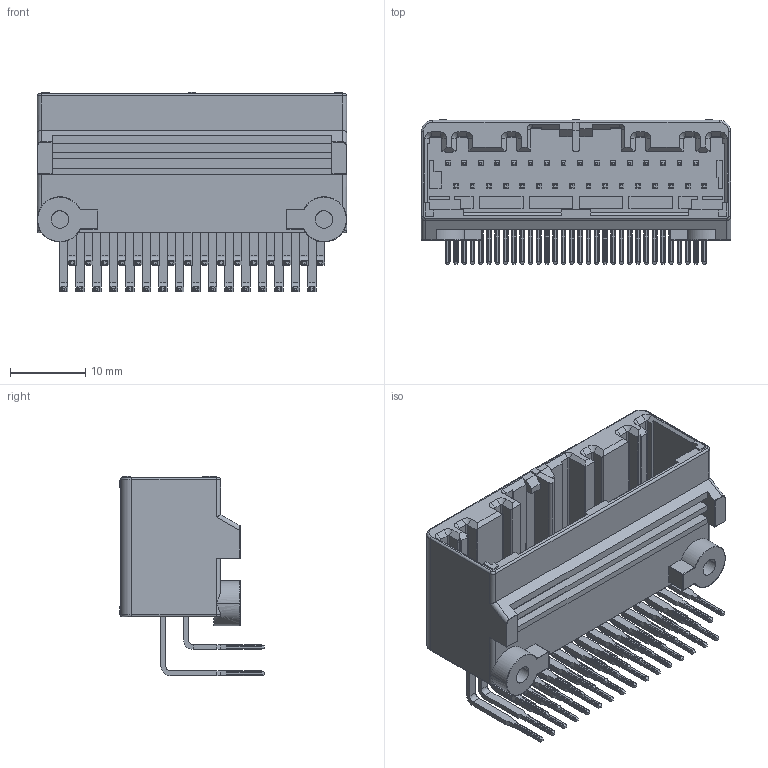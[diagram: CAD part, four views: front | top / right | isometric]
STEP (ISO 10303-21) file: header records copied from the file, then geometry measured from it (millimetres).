
FILE_DESCRIPTION( ('This file contains a STEP AP42 implementation' ,'as created by ZW3D STEP Interface translator.') ,'2;1' );
FILE_NAME( '72230-2MR032ABSNBT1.stp' ,'231026.171742', (''), ('ZWCAD Software Co.'), 'Version 1.0', 'ZW3D to STEP translator', '' );
FILE_SCHEMA(('AUTOMOTIVE_DESIGN { 1 0 10303 214 1 1 1 1 }'));
Length unit declared in the file: millimetre
Products named in the file (2): 0; 72230-2MR032ABSNBT1
Bounding box: 41.1 x 19.2 x 26.52 mm (x, y, z)
Volume: 4985 mm3; surface area: 9000 mm2
Topology: 1 solids, 1 shells, 2937 faces, 8578 edges, 5757 vertices
Faces by surface type: plane 2065, cylinder 446, bspline 412, cone 10, sphere 4
Entity records: 120547 total; most frequent: CARTESIAN_POINT 51205, ORIENTED_EDGE 17156, DIRECTION 8713, EDGE_CURVE 8578, VERTEX_POINT 5757, B_SPLINE_CURVE_WITH_KNOTS 5227, EDGE_LOOP 3059, VECTOR 3041
